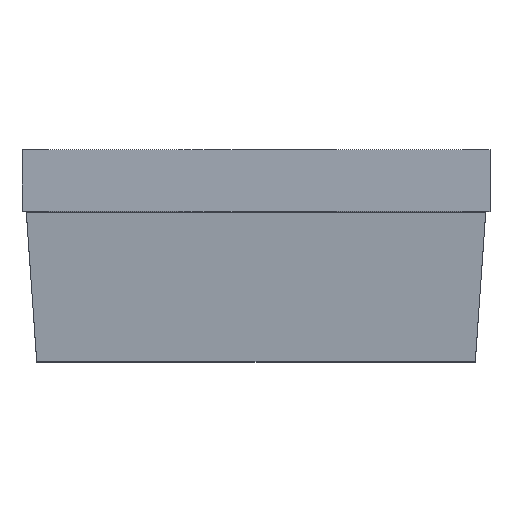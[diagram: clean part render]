
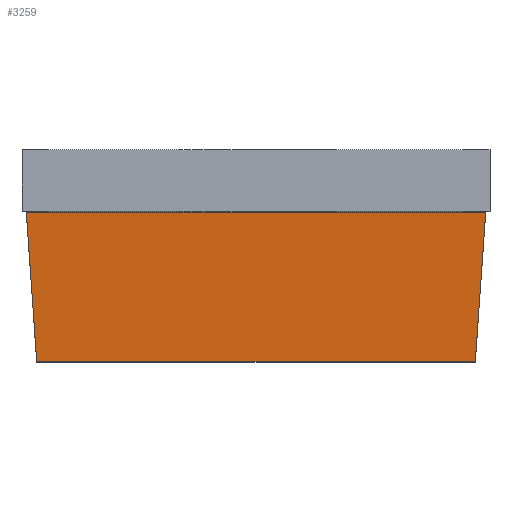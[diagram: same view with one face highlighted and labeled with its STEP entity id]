
A CAD part, top view. The second image highlights one B-rep face of the part: STEP entity #3259.
In plain terms, the highlighted planar face has unit normal (0, -0.07, 0.998).
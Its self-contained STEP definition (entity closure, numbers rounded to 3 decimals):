
#861 = PLANE('',#862);
#862 = AXIS2_PLACEMENT_3D('',#863,#864,#865);
#863 = CARTESIAN_POINT('',(4.989,-1.7,12.164));
#864 = DIRECTION('',(0.998,-0.07,
    0.));
#865 = DIRECTION('',(0.,0.,-1.));
#889 = PLANE('',#890);
#890 = AXIS2_PLACEMENT_3D('',#891,#892,#893);
#891 = CARTESIAN_POINT('',(0.,-1.7,0.));
#892 = DIRECTION('',(0.,1.,0.));
#893 = DIRECTION('',(1.,0.,0.));
#917 = PLANE('',#918);
#918 = AXIS2_PLACEMENT_3D('',#919,#920,#921);
#919 = CARTESIAN_POINT('',(-4.989,-1.7,2.836));
#920 = DIRECTION('',(-0.998,-0.07,
    0.));
#921 = DIRECTION('',(0.,0.,1.));
#1998 = VERTEX_POINT('',#1999);
#1999 = CARTESIAN_POINT('',(-4.989,-1.7,12.164));
#2020 = EDGE_CURVE('',#1998,#2021,#2023,.T.);
#2021 = VERTEX_POINT('',#2022);
#2022 = CARTESIAN_POINT('',(-5.227,1.7,12.402));
#2023 = SURFACE_CURVE('',#2024,(#2028,#2035),.PCURVE_S1.);
#2024 = LINE('',#2025,#2026);
#2025 = CARTESIAN_POINT('',(-4.989,-1.7,12.164));
#2026 = VECTOR('',#2027,1.);
#2027 = DIRECTION('',(-0.07,0.995,
    0.07));
#2028 = PCURVE('',#917,#2029);
#2029 = DEFINITIONAL_REPRESENTATION('',(#2030),#2034);
#2030 = LINE('',#2031,#2032);
#2031 = CARTESIAN_POINT('',(9.329,0.));
#2032 = VECTOR('',#2033,1.);
#2033 = DIRECTION('',(0.07,0.998));
#2034 = ( GEOMETRIC_REPRESENTATION_CONTEXT(2) 
PARAMETRIC_REPRESENTATION_CONTEXT() REPRESENTATION_CONTEXT('2D SPACE',''
  ) );
#2035 = PCURVE('',#2036,#2041);
#2036 = PLANE('',#2037);
#2037 = AXIS2_PLACEMENT_3D('',#2038,#2039,#2040);
#2038 = CARTESIAN_POINT('',(-4.989,-1.7,12.164));
#2039 = DIRECTION('',(0.,-0.07,
    0.998));
#2040 = DIRECTION('',(1.,0.,0.));
#2041 = DEFINITIONAL_REPRESENTATION('',(#2042),#2046);
#2042 = LINE('',#2043,#2044);
#2043 = CARTESIAN_POINT('',(0.,0.));
#2044 = VECTOR('',#2045,1.);
#2045 = DIRECTION('',(-0.07,0.998));
#2046 = ( GEOMETRIC_REPRESENTATION_CONTEXT(2) 
PARAMETRIC_REPRESENTATION_CONTEXT() REPRESENTATION_CONTEXT('2D SPACE',''
  ) );
#2064 = PLANE('',#2065);
#2065 = AXIS2_PLACEMENT_3D('',#2066,#2067,#2068);
#2066 = CARTESIAN_POINT('',(0.,1.7,0.));
#2067 = DIRECTION('',(0.,1.,0.));
#2068 = DIRECTION('',(1.,0.,0.));
#2106 = VERTEX_POINT('',#2107);
#2107 = CARTESIAN_POINT('',(4.989,-1.7,12.164));
#2128 = EDGE_CURVE('',#1998,#2106,#2129,.T.);
#2129 = SURFACE_CURVE('',#2130,(#2134,#2141),.PCURVE_S1.);
#2130 = LINE('',#2131,#2132);
#2131 = CARTESIAN_POINT('',(-4.989,-1.7,12.164));
#2132 = VECTOR('',#2133,1.);
#2133 = DIRECTION('',(1.,0.,0.));
#2134 = PCURVE('',#889,#2135);
#2135 = DEFINITIONAL_REPRESENTATION('',(#2136),#2140);
#2136 = LINE('',#2137,#2138);
#2137 = CARTESIAN_POINT('',(-4.989,-12.164));
#2138 = VECTOR('',#2139,1.);
#2139 = DIRECTION('',(1.,0.));
#2140 = ( GEOMETRIC_REPRESENTATION_CONTEXT(2) 
PARAMETRIC_REPRESENTATION_CONTEXT() REPRESENTATION_CONTEXT('2D SPACE',''
  ) );
#2141 = PCURVE('',#2036,#2142);
#2142 = DEFINITIONAL_REPRESENTATION('',(#2143),#2147);
#2143 = LINE('',#2144,#2145);
#2144 = CARTESIAN_POINT('',(0.,0.));
#2145 = VECTOR('',#2146,1.);
#2146 = DIRECTION('',(1.,0.));
#2147 = ( GEOMETRIC_REPRESENTATION_CONTEXT(2) 
PARAMETRIC_REPRESENTATION_CONTEXT() REPRESENTATION_CONTEXT('2D SPACE',''
  ) );
#2206 = VERTEX_POINT('',#2207);
#2207 = CARTESIAN_POINT('',(5.227,1.7,12.402));
#2228 = EDGE_CURVE('',#2106,#2206,#2229,.T.);
#2229 = SURFACE_CURVE('',#2230,(#2234,#2241),.PCURVE_S1.);
#2230 = LINE('',#2231,#2232);
#2231 = CARTESIAN_POINT('',(4.989,-1.7,12.164));
#2232 = VECTOR('',#2233,1.);
#2233 = DIRECTION('',(0.07,0.995,
    0.07));
#2234 = PCURVE('',#861,#2235);
#2235 = DEFINITIONAL_REPRESENTATION('',(#2236),#2240);
#2236 = LINE('',#2237,#2238);
#2237 = CARTESIAN_POINT('',(0.,0.));
#2238 = VECTOR('',#2239,1.);
#2239 = DIRECTION('',(-0.07,0.998));
#2240 = ( GEOMETRIC_REPRESENTATION_CONTEXT(2) 
PARAMETRIC_REPRESENTATION_CONTEXT() REPRESENTATION_CONTEXT('2D SPACE',''
  ) );
#2241 = PCURVE('',#2036,#2242);
#2242 = DEFINITIONAL_REPRESENTATION('',(#2243),#2247);
#2243 = LINE('',#2244,#2245);
#2244 = CARTESIAN_POINT('',(9.979,0.));
#2245 = VECTOR('',#2246,1.);
#2246 = DIRECTION('',(0.07,0.998));
#2247 = ( GEOMETRIC_REPRESENTATION_CONTEXT(2) 
PARAMETRIC_REPRESENTATION_CONTEXT() REPRESENTATION_CONTEXT('2D SPACE',''
  ) );
#3259 = ADVANCED_FACE('',(#3260),#2036,.T.);
#3260 = FACE_BOUND('',#3261,.T.);
#3261 = EDGE_LOOP('',(#3262,#3283,#3284,#3285));
#3262 = ORIENTED_EDGE('',*,*,#3263,.F.);
#3263 = EDGE_CURVE('',#2021,#2206,#3264,.T.);
#3264 = SURFACE_CURVE('',#3265,(#3269,#3276),.PCURVE_S1.);
#3265 = LINE('',#3266,#3267);
#3266 = CARTESIAN_POINT('',(-5.227,1.7,12.402));
#3267 = VECTOR('',#3268,1.);
#3268 = DIRECTION('',(1.,0.,0.));
#3269 = PCURVE('',#2036,#3270);
#3270 = DEFINITIONAL_REPRESENTATION('',(#3271),#3275);
#3271 = LINE('',#3272,#3273);
#3272 = CARTESIAN_POINT('',(-0.238,3.408));
#3273 = VECTOR('',#3274,1.);
#3274 = DIRECTION('',(1.,0.));
#3275 = ( GEOMETRIC_REPRESENTATION_CONTEXT(2) 
PARAMETRIC_REPRESENTATION_CONTEXT() REPRESENTATION_CONTEXT('2D SPACE',''
  ) );
#3276 = PCURVE('',#2064,#3277);
#3277 = DEFINITIONAL_REPRESENTATION('',(#3278),#3282);
#3278 = LINE('',#3279,#3280);
#3279 = CARTESIAN_POINT('',(-5.227,-12.402));
#3280 = VECTOR('',#3281,1.);
#3281 = DIRECTION('',(1.,0.));
#3282 = ( GEOMETRIC_REPRESENTATION_CONTEXT(2) 
PARAMETRIC_REPRESENTATION_CONTEXT() REPRESENTATION_CONTEXT('2D SPACE',''
  ) );
#3283 = ORIENTED_EDGE('',*,*,#2020,.F.);
#3284 = ORIENTED_EDGE('',*,*,#2128,.T.);
#3285 = ORIENTED_EDGE('',*,*,#2228,.T.);
